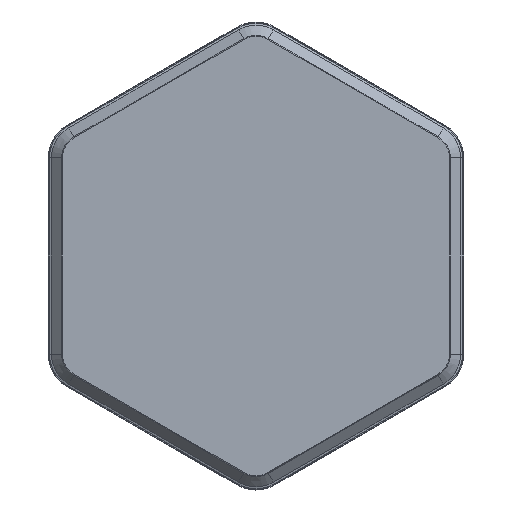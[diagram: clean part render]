
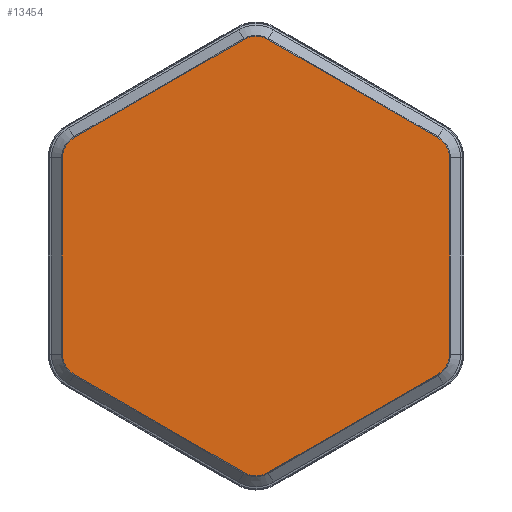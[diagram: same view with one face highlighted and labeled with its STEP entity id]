
A CAD part, front view. The second image highlights one B-rep face of the part: STEP entity #13454.
In plain terms, the highlighted planar face has unit normal (0, -1, 0).
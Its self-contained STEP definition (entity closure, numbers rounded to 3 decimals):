
#648=PLANE('',#15323);
#1521=FACE_OUTER_BOUND('',#2552,.T.);
#2552=EDGE_LOOP('',(#11912,#11913,#11914,#11915,#11916,#11917,#11918,#11919,
#11920,#11921,#11922,#11923));
#2674=CIRCLE('',#13641,5.);
#2675=CIRCLE('',#13644,5.);
#2676=CIRCLE('',#13647,5.);
#2702=CIRCLE('',#13737,5.);
#2703=CIRCLE('',#13740,5.);
#2704=CIRCLE('',#13744,5.);
#3721=LINE('',#20453,#4629);
#3724=LINE('',#20461,#4632);
#3727=LINE('',#20469,#4635);
#3818=LINE('',#20703,#4726);
#3820=LINE('',#20709,#4728);
#3821=LINE('',#20712,#4729);
#4629=VECTOR('',#15744,10.);
#4632=VECTOR('',#15753,10.);
#4635=VECTOR('',#15762,10.);
#4726=VECTOR('',#16033,10.);
#4728=VECTOR('',#16041,10.);
#4729=VECTOR('',#16044,10.);
#5529=VERTEX_POINT('',#20445);
#5530=VERTEX_POINT('',#20447);
#5531=VERTEX_POINT('',#20451);
#5532=VERTEX_POINT('',#20455);
#5533=VERTEX_POINT('',#20459);
#5534=VERTEX_POINT('',#20463);
#5535=VERTEX_POINT('',#20467);
#5586=VERTEX_POINT('',#20695);
#5587=VERTEX_POINT('',#20697);
#5588=VERTEX_POINT('',#20701);
#5589=VERTEX_POINT('',#20705);
#5590=VERTEX_POINT('',#20711);
#6699=EDGE_CURVE('',#5530,#5529,#2674,.T.);
#6702=EDGE_CURVE('',#5529,#5531,#3721,.T.);
#6704=EDGE_CURVE('',#5531,#5532,#2675,.T.);
#6706=EDGE_CURVE('',#5532,#5533,#3724,.T.);
#6708=EDGE_CURVE('',#5533,#5534,#2676,.T.);
#6710=EDGE_CURVE('',#5534,#5535,#3727,.T.);
#6824=EDGE_CURVE('',#5587,#5586,#2702,.T.);
#6827=EDGE_CURVE('',#5586,#5588,#3818,.T.);
#6829=EDGE_CURVE('',#5588,#5589,#2703,.T.);
#6830=EDGE_CURVE('',#5589,#5530,#3820,.T.);
#6831=EDGE_CURVE('',#5590,#5587,#3821,.T.);
#6833=EDGE_CURVE('',#5535,#5590,#2704,.T.);
#11912=ORIENTED_EDGE('',*,*,#6706,.T.);
#11913=ORIENTED_EDGE('',*,*,#6708,.T.);
#11914=ORIENTED_EDGE('',*,*,#6710,.T.);
#11915=ORIENTED_EDGE('',*,*,#6833,.T.);
#11916=ORIENTED_EDGE('',*,*,#6831,.T.);
#11917=ORIENTED_EDGE('',*,*,#6824,.T.);
#11918=ORIENTED_EDGE('',*,*,#6827,.T.);
#11919=ORIENTED_EDGE('',*,*,#6829,.T.);
#11920=ORIENTED_EDGE('',*,*,#6830,.T.);
#11921=ORIENTED_EDGE('',*,*,#6699,.T.);
#11922=ORIENTED_EDGE('',*,*,#6702,.T.);
#11923=ORIENTED_EDGE('',*,*,#6704,.T.);
#13454=ADVANCED_FACE('',(#1521),#648,.T.);
#13641=AXIS2_PLACEMENT_3D('',#20448,#15738,#15739);
#13644=AXIS2_PLACEMENT_3D('',#20457,#15748,#15749);
#13647=AXIS2_PLACEMENT_3D('',#20465,#15757,#15758);
#13737=AXIS2_PLACEMENT_3D('',#20698,#16027,#16028);
#13740=AXIS2_PLACEMENT_3D('',#20707,#16037,#16038);
#13744=AXIS2_PLACEMENT_3D('',#20715,#16048,#16049);
#15323=AXIS2_PLACEMENT_3D('',#23751,#19793,#19794);
#15738=DIRECTION('center_axis',(0.,-1.,0.));
#15739=DIRECTION('ref_axis',(0.,0.,-1.));
#15744=DIRECTION('',(0.866,0.,0.5));
#15748=DIRECTION('center_axis',(0.,-1.,0.));
#15749=DIRECTION('ref_axis',(0.866,0.,-0.5));
#15753=DIRECTION('',(0.,0.,1.));
#15757=DIRECTION('center_axis',(0.,-1.,0.));
#15758=DIRECTION('ref_axis',(0.866,0.,0.5));
#15762=DIRECTION('',(-0.866,0.,0.5));
#16027=DIRECTION('center_axis',(0.,-1.,0.));
#16028=DIRECTION('ref_axis',(-0.866,0.,0.5));
#16033=DIRECTION('',(0.,0.,-1.));
#16037=DIRECTION('center_axis',(0.,-1.,0.));
#16038=DIRECTION('ref_axis',(-0.866,0.,-0.5));
#16041=DIRECTION('',(0.866,0.,-0.5));
#16044=DIRECTION('',(-0.866,0.,-0.5));
#16048=DIRECTION('center_axis',(0.,-1.,0.));
#16049=DIRECTION('ref_axis',(0.,0.,1.));
#19793=DIRECTION('center_axis',(0.,-1.,0.));
#19794=DIRECTION('ref_axis',(0.,0.,-1.));
#20445=CARTESIAN_POINT('',(2.5,-3.,-45.752));
#20447=CARTESIAN_POINT('',(-2.5,-3.,-45.752));
#20448=CARTESIAN_POINT('Origin',(0.,-3.,-41.421));
#20451=CARTESIAN_POINT('',(38.372,-3.,-25.041));
#20453=CARTESIAN_POINT('',(11.468,-3.,-40.574));
#20455=CARTESIAN_POINT('',(40.872,-3.,-20.711));
#20457=CARTESIAN_POINT('Origin',(35.872,-3.,-20.711));
#20459=CARTESIAN_POINT('',(40.872,-3.,20.711));
#20461=CARTESIAN_POINT('',(40.872,-3.,-10.355));
#20463=CARTESIAN_POINT('',(38.372,-3.,25.041));
#20465=CARTESIAN_POINT('Origin',(35.872,-3.,20.711));
#20467=CARTESIAN_POINT('',(2.5,-3.,45.752));
#20469=CARTESIAN_POINT('',(29.404,-3.,30.219));
#20695=CARTESIAN_POINT('',(-40.872,-3.,20.711));
#20697=CARTESIAN_POINT('',(-38.372,-3.,25.041));
#20698=CARTESIAN_POINT('Origin',(-35.872,-3.,20.711));
#20701=CARTESIAN_POINT('',(-40.872,-3.,-20.711));
#20703=CARTESIAN_POINT('',(-40.872,-3.,10.355));
#20705=CARTESIAN_POINT('',(-38.372,-3.,-25.041));
#20707=CARTESIAN_POINT('Origin',(-35.872,-3.,-20.711));
#20709=CARTESIAN_POINT('',(-29.404,-3.,-30.219));
#20711=CARTESIAN_POINT('',(-2.5,-3.,45.752));
#20712=CARTESIAN_POINT('',(-11.468,-3.,40.574));
#20715=CARTESIAN_POINT('Origin',(0.,-3.,41.421));
#23751=CARTESIAN_POINT('Origin',(0.,-3.,0.));
